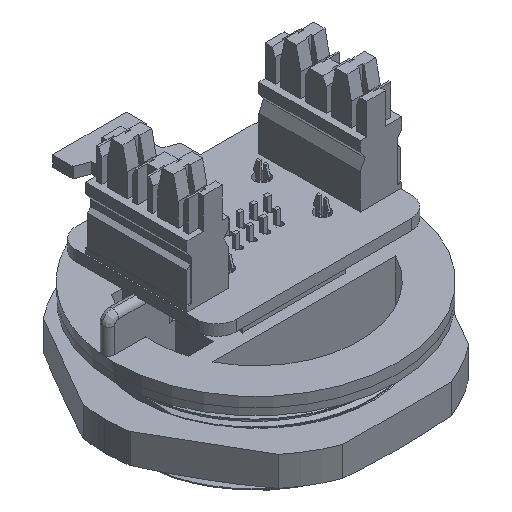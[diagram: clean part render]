
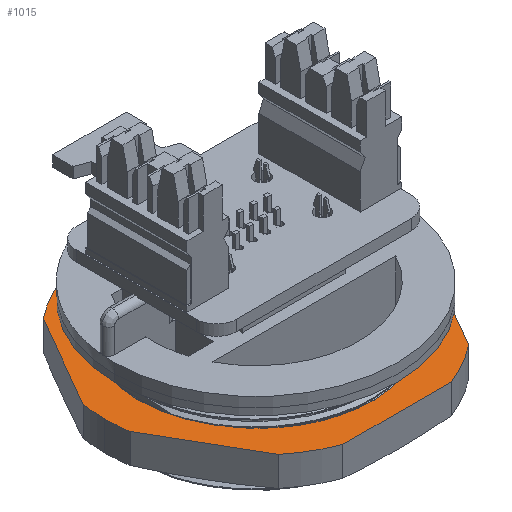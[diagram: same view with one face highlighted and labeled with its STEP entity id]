
A CAD part, isometric view. The second image highlights one B-rep face of the part: STEP entity #1015.
In plain terms, the highlighted planar face has unit normal (0, 0, 1).
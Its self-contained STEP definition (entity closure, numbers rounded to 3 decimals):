
#1015=ADVANCED_FACE('',(#2952,#2953),#2954,.F.);
#2952=FACE_OUTER_BOUND('',#9220,.T.);
#2953=FACE_BOUND('',#9221,.T.);
#2954=PLANE('',#9222);
#9220=EDGE_LOOP('',(#17687,#17688,#17689,#17690,#17691,#17692,#17693,#17694,#17695,#17696,#17697,#17698,#17699,#17700));
#9221=EDGE_LOOP('',(#17701,#17702,#17703));
#9222=AXIS2_PLACEMENT_3D('',#17704,#17705,#17706);
#17687=ORIENTED_EDGE('',*,*,#20464,.F.);
#17688=ORIENTED_EDGE('',*,*,#20465,.T.);
#17689=ORIENTED_EDGE('',*,*,#20466,.F.);
#17690=ORIENTED_EDGE('',*,*,#20467,.T.);
#17691=ORIENTED_EDGE('',*,*,#20468,.F.);
#17692=ORIENTED_EDGE('',*,*,#20469,.T.);
#17693=ORIENTED_EDGE('',*,*,#20459,.T.);
#17694=ORIENTED_EDGE('',*,*,#20470,.F.);
#17695=ORIENTED_EDGE('',*,*,#20471,.T.);
#17696=ORIENTED_EDGE('',*,*,#20472,.F.);
#17697=ORIENTED_EDGE('',*,*,#20473,.T.);
#17698=ORIENTED_EDGE('',*,*,#20474,.F.);
#17699=ORIENTED_EDGE('',*,*,#20461,.T.);
#17700=ORIENTED_EDGE('',*,*,#20475,.T.);
#17701=ORIENTED_EDGE('',*,*,#20454,.T.);
#17702=ORIENTED_EDGE('',*,*,#20476,.T.);
#17703=ORIENTED_EDGE('',*,*,#20477,.T.);
#17704=CARTESIAN_POINT('',(0.0,0.0,-5.0));
#17705=DIRECTION('',(0.0,0.0,-1.0));
#17706=DIRECTION('',(1.0,0.0,0.0));
#20454=EDGE_CURVE('',#24676,#24673,#24677,.T.);
#20459=EDGE_CURVE('',#24680,#24684,#24686,.T.);
#20461=EDGE_CURVE('',#24690,#24687,#24691,.T.);
#20464=EDGE_CURVE('',#24695,#24696,#24697,.T.);
#20465=EDGE_CURVE('',#24695,#24698,#24699,.T.);
#20466=EDGE_CURVE('',#24700,#24698,#24701,.T.);
#20467=EDGE_CURVE('',#24700,#24702,#24703,.T.);
#20468=EDGE_CURVE('',#24704,#24702,#24705,.T.);
#20469=EDGE_CURVE('',#24704,#24680,#24706,.T.);
#20470=EDGE_CURVE('',#24707,#24684,#24708,.T.);
#20471=EDGE_CURVE('',#24707,#24709,#24710,.T.);
#20472=EDGE_CURVE('',#24711,#24709,#24712,.T.);
#20473=EDGE_CURVE('',#24711,#24713,#24714,.T.);
#20474=EDGE_CURVE('',#24690,#24713,#24715,.T.);
#20475=EDGE_CURVE('',#24687,#24696,#24716,.T.);
#20476=EDGE_CURVE('',#24673,#24717,#24718,.T.);
#20477=EDGE_CURVE('',#24717,#24676,#24719,.T.);
#24673=VERTEX_POINT('',#34274);
#24676=VERTEX_POINT('',#34278);
#24677=CIRCLE('',#34279,17.575);
#24680=VERTEX_POINT('',#34316);
#24684=VERTEX_POINT('',#34321);
#24686=CIRCLE('',#34324,22.5);
#24687=VERTEX_POINT('',#34325);
#24690=VERTEX_POINT('',#34329);
#24691=CIRCLE('',#34330,22.5);
#24695=VERTEX_POINT('',#34335);
#24696=VERTEX_POINT('',#34336);
#24697=LINE('',#34337,#34338);
#24698=VERTEX_POINT('',#34339);
#24699=CIRCLE('',#34340,22.5);
#24700=VERTEX_POINT('',#34341);
#24701=LINE('',#34342,#34343);
#24702=VERTEX_POINT('',#34344);
#24703=CIRCLE('',#34345,22.5);
#24704=VERTEX_POINT('',#34346);
#24705=LINE('',#34347,#34348);
#24706=CIRCLE('',#34349,22.5);
#24707=VERTEX_POINT('',#34350);
#24708=LINE('',#34351,#34352);
#24709=VERTEX_POINT('',#34353);
#24710=CIRCLE('',#34354,22.5);
#24711=VERTEX_POINT('',#34355);
#24712=LINE('',#34356,#34357);
#24713=VERTEX_POINT('',#34358);
#24714=CIRCLE('',#34359,22.5);
#24715=LINE('',#34360,#34361);
#24716=CIRCLE('',#34362,22.5);
#24717=VERTEX_POINT('',#34363);
#24718=CIRCLE('',#34364,17.575);
#24719=CIRCLE('',#34365,17.575);
#34274=CARTESIAN_POINT('',(-17.575,0.,-5.0));
#34278=CARTESIAN_POINT('',(0.0,-17.575,-5.0));
#34279=AXIS2_PLACEMENT_3D('',#38038,#38039,#38040);
#34316=CARTESIAN_POINT('',(22.5,0.,-5.0));
#34321=CARTESIAN_POINT('',(22.225,3.504,-5.0));
#34324=AXIS2_PLACEMENT_3D('',#38046,#38047,#38048);
#34325=CARTESIAN_POINT('',(-22.5,0.,-5.0));
#34329=CARTESIAN_POINT('',(-22.225,3.504,-5.0));
#34330=AXIS2_PLACEMENT_3D('',#38050,#38051,#38052);
#34335=CARTESIAN_POINT('',(-14.148,-17.496,-5.0));
#34336=CARTESIAN_POINT('',(-22.225,-3.504,-5.0));
#34337=CARTESIAN_POINT('',(-14.148,-17.496,-5.0));
#34338=VECTOR('',#38057,16.155);
#34339=CARTESIAN_POINT('',(-8.078,-21.0,-5.0));
#34340=AXIS2_PLACEMENT_3D('',#38058,#38059,#38060);
#34341=CARTESIAN_POINT('',(8.078,-21.0,-5.0));
#34342=CARTESIAN_POINT('',(8.078,-21.0,-5.0));
#34343=VECTOR('',#38061,16.155);
#34344=CARTESIAN_POINT('',(14.148,-17.496,-5.0));
#34345=AXIS2_PLACEMENT_3D('',#38062,#38063,#38064);
#34346=CARTESIAN_POINT('',(22.225,-3.504,-5.0));
#34347=CARTESIAN_POINT('',(22.225,-3.504,-5.0));
#34348=VECTOR('',#38065,16.155);
#34349=AXIS2_PLACEMENT_3D('',#38066,#38067,#38068);
#34350=CARTESIAN_POINT('',(14.148,17.496,-5.0));
#34351=CARTESIAN_POINT('',(14.148,17.496,-5.0));
#34352=VECTOR('',#38069,16.155);
#34353=CARTESIAN_POINT('',(8.078,21.0,-5.0));
#34354=AXIS2_PLACEMENT_3D('',#38070,#38071,#38072);
#34355=CARTESIAN_POINT('',(-8.078,21.0,-5.0));
#34356=CARTESIAN_POINT('',(-8.078,21.0,-5.0));
#34357=VECTOR('',#38073,16.155);
#34358=CARTESIAN_POINT('',(-14.148,17.496,-5.0));
#34359=AXIS2_PLACEMENT_3D('',#38074,#38075,#38076);
#34360=CARTESIAN_POINT('',(-22.225,3.504,-5.0));
#34361=VECTOR('',#38077,16.155);
#34362=AXIS2_PLACEMENT_3D('',#38078,#38079,#38080);
#34363=CARTESIAN_POINT('',(17.575,0.0,-5.0));
#34364=AXIS2_PLACEMENT_3D('',#38081,#38082,#38083);
#34365=AXIS2_PLACEMENT_3D('',#38084,#38085,#38086);
#38038=CARTESIAN_POINT('',(0.0,0.0,-5.0));
#38039=DIRECTION('',(0.0,0.0,-1.0));
#38040=DIRECTION('',(0.0,-1.0,0.0));
#38046=CARTESIAN_POINT('',(0.0,0.0,-5.0));
#38047=DIRECTION('',(0.0,0.0,1.0));
#38048=DIRECTION('',(0.988,-0.156,0.0));
#38050=CARTESIAN_POINT('',(0.0,0.0,-5.0));
#38051=DIRECTION('',(0.0,0.0,1.0));
#38052=DIRECTION('',(-0.988,0.156,0.0));
#38057=DIRECTION('',(-0.5,0.866,0.0));
#38058=CARTESIAN_POINT('',(0.0,0.0,-5.0));
#38059=DIRECTION('',(0.0,0.0,1.0));
#38060=DIRECTION('',(-0.629,-0.778,0.0));
#38061=DIRECTION('',(-1.0,0.0,0.0));
#38062=CARTESIAN_POINT('',(0.0,0.0,-5.0));
#38063=DIRECTION('',(0.0,0.0,1.0));
#38064=DIRECTION('',(0.359,-0.933,0.0));
#38065=DIRECTION('',(-0.5,-0.866,-0.0));
#38066=CARTESIAN_POINT('',(0.0,0.0,-5.0));
#38067=DIRECTION('',(0.0,0.0,1.0));
#38068=DIRECTION('',(0.988,-0.156,0.0));
#38069=DIRECTION('',(0.5,-0.866,0.0));
#38070=CARTESIAN_POINT('',(0.0,0.0,-5.0));
#38071=DIRECTION('',(0.0,-0.0,1.0));
#38072=DIRECTION('',(0.629,0.778,0.0));
#38073=DIRECTION('',(1.0,0.0,0.0));
#38074=CARTESIAN_POINT('',(0.0,0.0,-5.0));
#38075=DIRECTION('',(0.0,0.0,1.0));
#38076=DIRECTION('',(-0.359,0.933,0.0));
#38077=DIRECTION('',(0.5,0.866,0.0));
#38078=CARTESIAN_POINT('',(0.0,0.0,-5.0));
#38079=DIRECTION('',(0.0,0.0,1.0));
#38080=DIRECTION('',(-0.988,0.156,0.0));
#38081=CARTESIAN_POINT('',(0.0,0.0,-5.0));
#38082=DIRECTION('',(0.0,0.0,-1.0));
#38083=DIRECTION('',(0.0,-1.0,0.0));
#38084=CARTESIAN_POINT('',(0.0,0.0,-5.0));
#38085=DIRECTION('',(0.0,0.0,-1.0));
#38086=DIRECTION('',(1.0,0.0,0.0));
